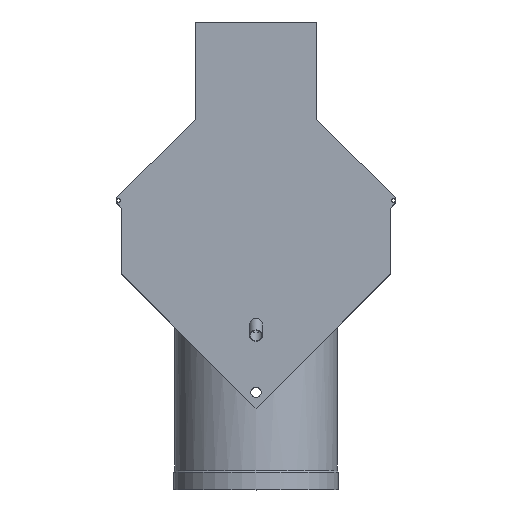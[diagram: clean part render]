
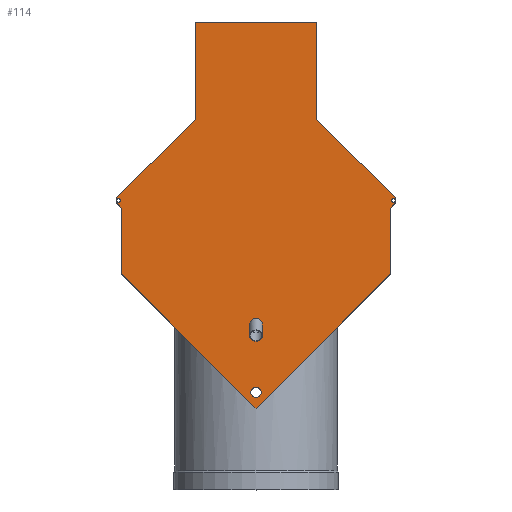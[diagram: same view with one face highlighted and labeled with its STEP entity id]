
A CAD part, top view. The second image highlights one B-rep face of the part: STEP entity #114.
In plain terms, the highlighted planar face has unit normal (0, 0, 1).
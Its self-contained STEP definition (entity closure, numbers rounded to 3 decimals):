
#114 = ADVANCED_FACE( '', ( #292, #293, #294, #295, #296 ), #297, .T. );
#292 = FACE_BOUND( '', #552, .T. );
#293 = FACE_BOUND( '', #553, .T. );
#294 = FACE_OUTER_BOUND( '', #554, .T. );
#295 = FACE_BOUND( '', #555, .T. );
#296 = FACE_BOUND( '', #556, .T. );
#297 = PLANE( '', #557 );
#552 = EDGE_LOOP( '', ( #877 ) );
#553 = EDGE_LOOP( '', ( #878 ) );
#554 = EDGE_LOOP( '', ( #879, #880, #881, #882, #883, #884, #885, #886, #887, #888, #889, #890, #891 ) );
#555 = EDGE_LOOP( '', ( #892 ) );
#556 = EDGE_LOOP( '', ( #893 ) );
#557 = AXIS2_PLACEMENT_3D( '', #894, #895, #896 );
#877 = ORIENTED_EDGE( '', *, *, #1520, .T. );
#878 = ORIENTED_EDGE( '', *, *, #1521, .F. );
#879 = ORIENTED_EDGE( '', *, *, #1522, .T. );
#880 = ORIENTED_EDGE( '', *, *, #1523, .T. );
#881 = ORIENTED_EDGE( '', *, *, #1524, .T. );
#882 = ORIENTED_EDGE( '', *, *, #1525, .T. );
#883 = ORIENTED_EDGE( '', *, *, #1526, .T. );
#884 = ORIENTED_EDGE( '', *, *, #1527, .T. );
#885 = ORIENTED_EDGE( '', *, *, #1528, .T. );
#886 = ORIENTED_EDGE( '', *, *, #1529, .T. );
#887 = ORIENTED_EDGE( '', *, *, #1530, .T. );
#888 = ORIENTED_EDGE( '', *, *, #1531, .T. );
#889 = ORIENTED_EDGE( '', *, *, #1532, .T. );
#890 = ORIENTED_EDGE( '', *, *, #1533, .T. );
#891 = ORIENTED_EDGE( '', *, *, #1534, .T. );
#892 = ORIENTED_EDGE( '', *, *, #1535, .F. );
#893 = ORIENTED_EDGE( '', *, *, #1536, .F. );
#894 = CARTESIAN_POINT( '', ( 0., 0., 275. ) );
#895 = DIRECTION( '', ( 0., 0., 1. ) );
#896 = DIRECTION( '', ( 1., 0., 0. ) );
#1520 = EDGE_CURVE( '', #1847, #1847, #1848, .F. );
#1521 = EDGE_CURVE( '', #1849, #1849, #1850, .T. );
#1522 = EDGE_CURVE( '', #1851, #1852, #1853, .T. );
#1523 = EDGE_CURVE( '', #1852, #1854, #1855, .T. );
#1524 = EDGE_CURVE( '', #1854, #1856, #1857, .T. );
#1525 = EDGE_CURVE( '', #1856, #1858, #1859, .T. );
#1526 = EDGE_CURVE( '', #1858, #1860, #1861, .T. );
#1527 = EDGE_CURVE( '', #1860, #1862, #1863, .T. );
#1528 = EDGE_CURVE( '', #1862, #1864, #1865, .T. );
#1529 = EDGE_CURVE( '', #1864, #1866, #1867, .T. );
#1530 = EDGE_CURVE( '', #1866, #1868, #1869, .T. );
#1531 = EDGE_CURVE( '', #1868, #1870, #1871, .T. );
#1532 = EDGE_CURVE( '', #1870, #1872, #1873, .T. );
#1533 = EDGE_CURVE( '', #1872, #1874, #1875, .T. );
#1534 = EDGE_CURVE( '', #1874, #1851, #1876, .T. );
#1535 = EDGE_CURVE( '', #1877, #1877, #1878, .T. );
#1536 = EDGE_CURVE( '', #1879, #1879, #1880, .T. );
#1847 = VERTEX_POINT( '', #2302 );
#1848 = ELLIPSE( '', #2303, 23.094, 20. );
#1849 = VERTEX_POINT( '', #2304 );
#1850 = CIRCLE( '', #2305, 16. );
#1851 = VERTEX_POINT( '', #2306 );
#1852 = VERTEX_POINT( '', #2307 );
#1853 = LINE( '', #2308, #2309 );
#1854 = VERTEX_POINT( '', #2310 );
#1855 = LINE( '', #2311, #2312 );
#1856 = VERTEX_POINT( '', #2313 );
#1857 = LINE( '', #2314, #2315 );
#1858 = VERTEX_POINT( '', #2316 );
#1859 = LINE( '', #2317, #2318 );
#1860 = VERTEX_POINT( '', #2319 );
#1861 = LINE( '', #2320, #2321 );
#1862 = VERTEX_POINT( '', #2322 );
#1863 = LINE( '', #2323, #2324 );
#1864 = VERTEX_POINT( '', #2325 );
#1865 = LINE( '', #2326, #2327 );
#1866 = VERTEX_POINT( '', #2328 );
#1867 = LINE( '', #2329, #2330 );
#1868 = VERTEX_POINT( '', #2331 );
#1869 = LINE( '', #2332, #2333 );
#1870 = VERTEX_POINT( '', #2334 );
#1871 = LINE( '', #2335, #2336 );
#1872 = VERTEX_POINT( '', #2337 );
#1873 = LINE( '', #2338, #2339 );
#1874 = VERTEX_POINT( '', #2340 );
#1875 = LINE( '', #2341, #2342 );
#1876 = LINE( '', #2343, #2344 );
#1877 = VERTEX_POINT( '', #2345 );
#1878 = CIRCLE( '', #2346, 6. );
#1879 = VERTEX_POINT( '', #2347 );
#1880 = CIRCLE( '', #2348, 6. );
#2302 = CARTESIAN_POINT( '', ( 0., 481.691, 275. ) );
#2303 = AXIS2_PLACEMENT_3D( '', #2758, #2759, #2760 );
#2304 = CARTESIAN_POINT( '', ( 16., 300., 275. ) );
#2305 = AXIS2_PLACEMENT_3D( '', #2761, #2762, #2763 );
#2306 = CARTESIAN_POINT( '', ( -187.5, 1140., 275. ) );
#2307 = CARTESIAN_POINT( '', ( -431., 899.176, 275. ) );
#2308 = CARTESIAN_POINT( '', ( -187.5, 1140., 275. ) );
#2309 = VECTOR( '', #2764, 1000. );
#2310 = CARTESIAN_POINT( '', ( -431., 882.998, 275. ) );
#2311 = CARTESIAN_POINT( '', ( -431., 899.176, 275. ) );
#2312 = VECTOR( '', #2765, 1000. );
#2313 = CARTESIAN_POINT( '', ( -415., 867.174, 275. ) );
#2314 = CARTESIAN_POINT( '', ( -431., 882.998, 275. ) );
#2315 = VECTOR( '', #2766, 1000. );
#2316 = CARTESIAN_POINT( '', ( -415., 665., 275. ) );
#2317 = CARTESIAN_POINT( '', ( -415., 915., 275. ) );
#2318 = VECTOR( '', #2767, 1000. );
#2319 = CARTESIAN_POINT( '', ( 0., 250., 275. ) );
#2320 = CARTESIAN_POINT( '', ( -415., 665., 275. ) );
#2321 = VECTOR( '', #2768, 1000. );
#2322 = CARTESIAN_POINT( '', ( 415., 665., 275. ) );
#2323 = CARTESIAN_POINT( '', ( 0., 250., 275. ) );
#2324 = VECTOR( '', #2769, 1000. );
#2325 = CARTESIAN_POINT( '', ( 415., 867.174, 275. ) );
#2326 = CARTESIAN_POINT( '', ( 415., 665., 275. ) );
#2327 = VECTOR( '', #2770, 1000. );
#2328 = CARTESIAN_POINT( '', ( 431., 882.998, 275. ) );
#2329 = CARTESIAN_POINT( '', ( 415., 867.174, 275. ) );
#2330 = VECTOR( '', #2771, 1000. );
#2331 = CARTESIAN_POINT( '', ( 431., 899.176, 275. ) );
#2332 = CARTESIAN_POINT( '', ( 431., 882.998, 275. ) );
#2333 = VECTOR( '', #2772, 1000. );
#2334 = CARTESIAN_POINT( '', ( 187.5, 1140., 275. ) );
#2335 = CARTESIAN_POINT( '', ( 415., 915., 275. ) );
#2336 = VECTOR( '', #2773, 1000. );
#2337 = CARTESIAN_POINT( '', ( 187.5, 1440., 275. ) );
#2338 = CARTESIAN_POINT( '', ( 187.5, 1140., 275. ) );
#2339 = VECTOR( '', #2774, 1000. );
#2340 = CARTESIAN_POINT( '', ( -187.5, 1440., 275. ) );
#2341 = CARTESIAN_POINT( '', ( 187.5, 1440., 275. ) );
#2342 = VECTOR( '', #2775, 1000. );
#2343 = CARTESIAN_POINT( '', ( -187.5, 1440., 275. ) );
#2344 = VECTOR( '', #2776, 1000. );
#2345 = CARTESIAN_POINT( '', ( 429., 891.087, 275. ) );
#2346 = AXIS2_PLACEMENT_3D( '', #2777, #2778, #2779 );
#2347 = CARTESIAN_POINT( '', ( -417., 891.087, 275. ) );
#2348 = AXIS2_PLACEMENT_3D( '', #2780, #2781, #2782 );
#2758 = CARTESIAN_POINT( '', ( 0., 504.785, 275. ) );
#2759 = DIRECTION( '', ( 0., 0., 1. ) );
#2760 = DIRECTION( '', ( 0., -1., 0. ) );
#2761 = CARTESIAN_POINT( '', ( 0., 300., 275. ) );
#2762 = DIRECTION( '', ( 0., 0., 1. ) );
#2763 = DIRECTION( '', ( 1., 0., 0. ) );
#2764 = DIRECTION( '', ( -0.711, -0.703, 0. ) );
#2765 = DIRECTION( '', ( 0., -1., 0. ) );
#2766 = DIRECTION( '', ( 0.711, -0.703, 0. ) );
#2767 = DIRECTION( '', ( 0., -1., 0. ) );
#2768 = DIRECTION( '', ( 0.707, -0.707, 0. ) );
#2769 = DIRECTION( '', ( 0.707, 0.707, 0. ) );
#2770 = DIRECTION( '', ( 0., 1., 0. ) );
#2771 = DIRECTION( '', ( 0.711, 0.703, 0. ) );
#2772 = DIRECTION( '', ( 0., 1., 0. ) );
#2773 = DIRECTION( '', ( -0.711, 0.703, 0. ) );
#2774 = DIRECTION( '', ( 0., 1., 0. ) );
#2775 = DIRECTION( '', ( -1., 0., 0. ) );
#2776 = DIRECTION( '', ( 0., -1., 0. ) );
#2777 = CARTESIAN_POINT( '', ( 423., 891.087, 275. ) );
#2778 = DIRECTION( '', ( 0., 0., 1. ) );
#2779 = DIRECTION( '', ( 1., 0., 0. ) );
#2780 = CARTESIAN_POINT( '', ( -423., 891.087, 275. ) );
#2781 = DIRECTION( '', ( 0., 0., 1. ) );
#2782 = DIRECTION( '', ( 1., 0., 0. ) );
